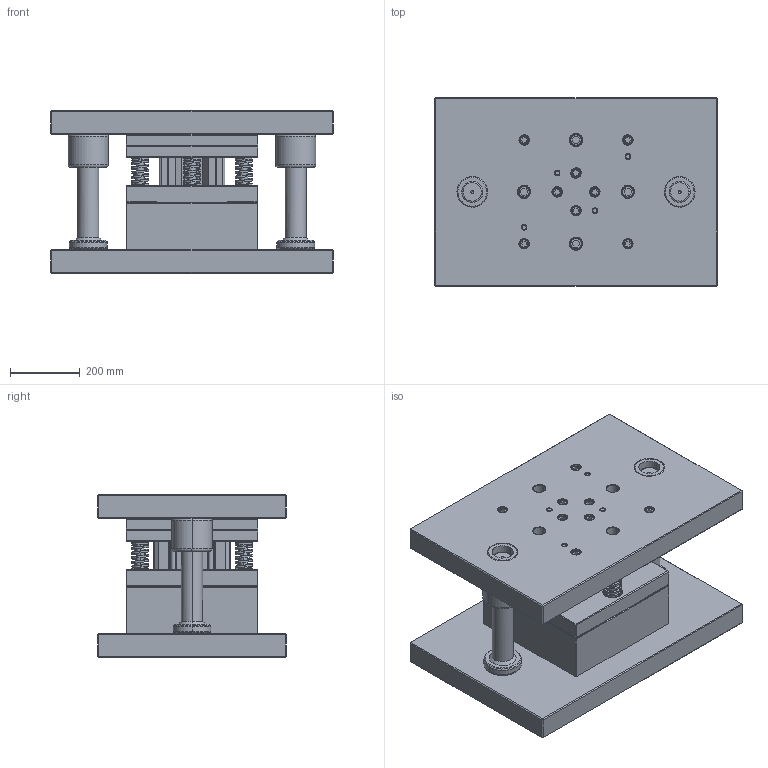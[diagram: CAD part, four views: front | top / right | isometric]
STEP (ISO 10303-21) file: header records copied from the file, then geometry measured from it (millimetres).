
FILE_DESCRIPTION(('FreeCAD Model'),'2;1');
FILE_NAME('Open CASCADE Shape Model','2025-05-09T03:45:54',('FreeCAD'),( 'FreeCAD'),'Open CASCADE STEP processor 7.6','FreeCAD','Unknown');
FILE_SCHEMA(('AUTOMOTIVE_DESIGN { 1 0 10303 214 1 1 1 1 }'));
Products named in the file (1): Open CASCADE STEP translator 7.6 1
Bounding box: 808.62 x 539.08 x 464.95 mm (x, y, z)
Volume: 95275133.4 mm3; surface area: 5232931.9 mm2
Topology: 52 solids, 52 shells, 2013 faces, 4842 edges, 3048 vertices
Faces by surface type: bspline 2013
Entity records: 124588 total; most frequent: CARTESIAN_POINT 96079, ORIENTED_EDGE 9668, EDGE_CURVE 4834, B_SPLINE_CURVE_WITH_KNOTS 3240, VERTEX_POINT 3048, FACE_BOUND 2290, EDGE_LOOP 2290, ADVANCED_FACE 2013
